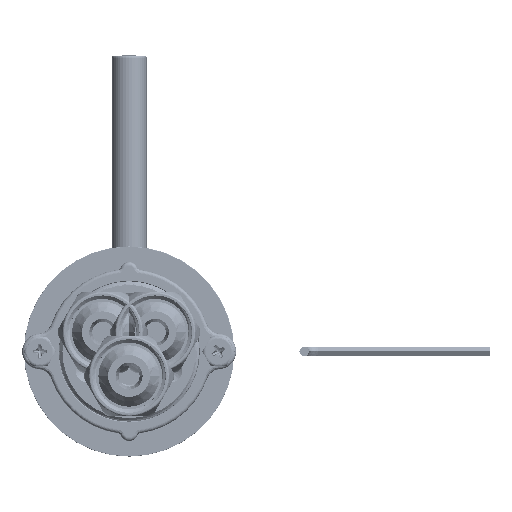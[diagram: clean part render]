
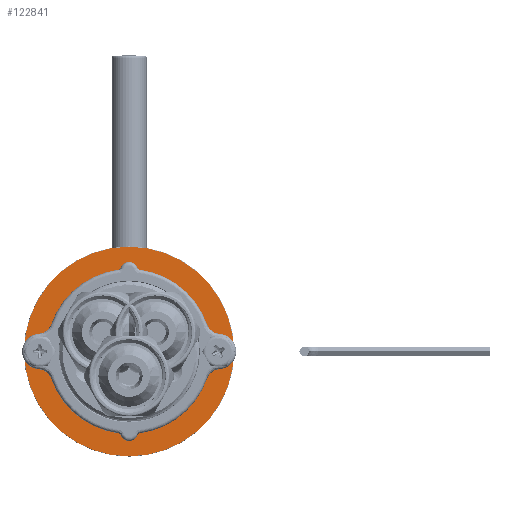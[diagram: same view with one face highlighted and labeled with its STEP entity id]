
A CAD part, front view. The second image highlights one B-rep face of the part: STEP entity #122841.
In plain terms, the highlighted planar face has unit normal (0, -1, 0).
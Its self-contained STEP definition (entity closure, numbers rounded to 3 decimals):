
#122656=CARTESIAN_POINT('',(0.,0.,0.));
#122657=DIRECTION('',(0.,-1.,0.));
#122658=DIRECTION('',(1.,0.,0.));
#122659=AXIS2_PLACEMENT_3D('',#122656,#122657,#122658);
#122661=CARTESIAN_POINT('',(0.,0.,0.));
#122662=DIRECTION('',(0.,-1.,0.));
#122663=DIRECTION('',(-1.,0.,0.));
#122664=AXIS2_PLACEMENT_3D('',#122661,#122662,#122663);
#122666=CARTESIAN_POINT('',(0.,0.,0.));
#122667=DIRECTION('',(0.,1.,0.));
#122668=DIRECTION('',(-1.,0.,0.));
#122669=AXIS2_PLACEMENT_3D('',#122666,#122667,#122668);
#122671=CARTESIAN_POINT('',(0.,0.,0.));
#122672=DIRECTION('',(0.,1.,0.));
#122673=DIRECTION('',(1.,0.,0.));
#122674=AXIS2_PLACEMENT_3D('',#122671,#122672,#122673);
#122808=CARTESIAN_POINT('',(29.9,0.,0.));
#122809=CARTESIAN_POINT('',(-29.9,0.,0.));
#122810=VERTEX_POINT('',#122808);
#122811=VERTEX_POINT('',#122809);
#122816=CARTESIAN_POINT('',(-20.35,0.,0.));
#122817=CARTESIAN_POINT('',(20.35,0.,0.));
#122818=VERTEX_POINT('',#122816);
#122819=VERTEX_POINT('',#122817);
#122824=CARTESIAN_POINT('',(0.,0.,0.));
#122825=DIRECTION('',(0.,1.,0.));
#122826=DIRECTION('',(1.,0.,0.));
#122827=AXIS2_PLACEMENT_3D('',#122824,#122825,#122826);
#122828=PLANE('',#122827);
#122830=ORIENTED_EDGE('',*,*,#122829,.F.);
#122832=ORIENTED_EDGE('',*,*,#122831,.F.);
#122833=EDGE_LOOP('',(#122830,#122832));
#122834=FACE_OUTER_BOUND('',#122833,.F.);
#122836=ORIENTED_EDGE('',*,*,#122835,.F.);
#122838=ORIENTED_EDGE('',*,*,#122837,.F.);
#122839=EDGE_LOOP('',(#122836,#122838));
#122840=FACE_BOUND('',#122839,.F.);
#122841=ADVANCED_FACE('',(#122834,#122840),#122828,.F.);
#122660=CIRCLE('',#122659,29.9);
#122665=CIRCLE('',#122664,29.9);
#122670=CIRCLE('',#122669,20.35);
#122675=CIRCLE('',#122674,20.35);
#122829=EDGE_CURVE('',#122810,#122811,#122660,.T.);
#122831=EDGE_CURVE('',#122811,#122810,#122665,.T.);
#122835=EDGE_CURVE('',#122818,#122819,#122670,.T.);
#122837=EDGE_CURVE('',#122819,#122818,#122675,.T.);
